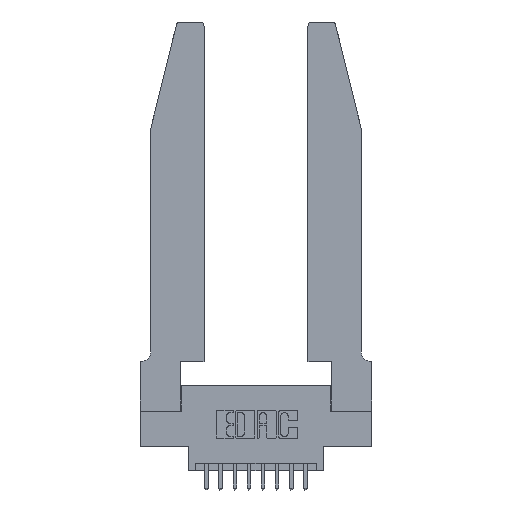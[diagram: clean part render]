
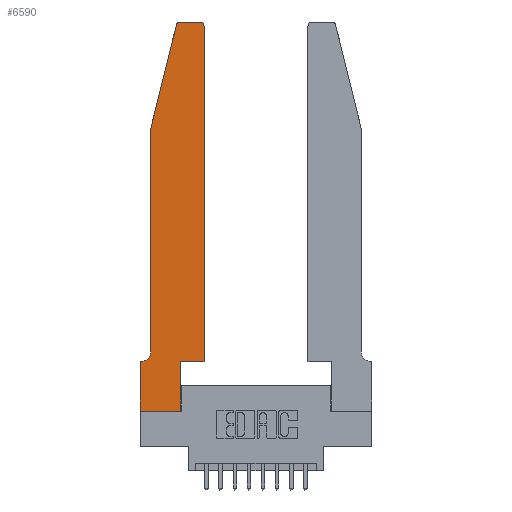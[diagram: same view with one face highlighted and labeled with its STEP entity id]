
A CAD part, top view. The second image highlights one B-rep face of the part: STEP entity #6590.
In plain terms, the highlighted planar face has unit normal (0, 0, 1).
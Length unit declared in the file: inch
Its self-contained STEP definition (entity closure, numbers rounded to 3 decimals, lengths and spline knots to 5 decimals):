
#275 = CARTESIAN_POINT ( 'NONE',  ( 0., 0.35, 0.37 ) ) ;
#308 = VERTEX_POINT ( 'NONE', #14871 ) ;
#796 = CARTESIAN_POINT ( 'NONE',  ( 0.0755, 0.35, 0.37 ) ) ;
#819 = DIRECTION ( 'NONE',  ( 0., -1., 0. ) ) ;
#1229 = DIRECTION ( 'NONE',  ( 1., 0., 0. ) ) ;
#1266 = DIRECTION ( 'NONE',  ( 0., 0., 1. ) ) ;
#1301 = CARTESIAN_POINT ( 'NONE',  ( 0.4205, 2.72, 0.37 ) ) ;
#1522 = DIRECTION ( 'NONE',  ( 1., 0., 0. ) ) ;
#1577 = ORIENTED_EDGE ( 'NONE', *, *, #6880, .T. ) ;
#1595 = EDGE_CURVE ( 'NONE', #7006, #15025, #10814, .T. ) ;
#1702 = DIRECTION ( 'NONE',  ( 0., 1., 0. ) ) ;
#1997 = EDGE_CURVE ( 'NONE', #14999, #14359, #15512, .T. ) ;
#2150 = ORIENTED_EDGE ( 'NONE', *, *, #10891, .T. ) ;
#2212 = CARTESIAN_POINT ( 'NONE',  ( 0.0055, 0.42, 0.37 ) ) ;
#2278 = AXIS2_PLACEMENT_3D ( 'NONE', #275, #8861, #1522 ) ;
#2501 = ORIENTED_EDGE ( 'NONE', *, *, #9253, .T. ) ;
#2613 = VECTOR ( 'NONE', #14168, 39.37008 ) ;
#2668 = VERTEX_POINT ( 'NONE', #5957 ) ;
#2710 = ORIENTED_EDGE ( 'NONE', *, *, #1997, .T. ) ;
#2719 = EDGE_CURVE ( 'NONE', #10952, #14003, #9045, .T. ) ;
#2734 = CARTESIAN_POINT ( 'NONE',  ( 0.4205, 2.75, 0.37 ) ) ;
#2822 = VERTEX_POINT ( 'NONE', #5278 ) ;
#3186 = CARTESIAN_POINT ( 'NONE',  ( 0., 0., 0.37 ) ) ;
#3361 = ORIENTED_EDGE ( 'NONE', *, *, #11564, .T. ) ;
#3396 = LINE ( 'NONE', #13781, #9115 ) ;
#3441 = DIRECTION ( 'NONE',  ( -1., 0., 0. ) ) ;
#3565 = VECTOR ( 'NONE', #10441, 39.37008 ) ;
#3693 = LINE ( 'NONE', #3186, #7359 ) ;
#3700 = ORIENTED_EDGE ( 'NONE', *, *, #9379, .T. ) ;
#4169 = DIRECTION ( 'NONE',  ( -1., 0., 0. ) ) ;
#4223 = CARTESIAN_POINT ( 'NONE',  ( 0.2865, 0.35, 0.37 ) ) ;
#4253 = VERTEX_POINT ( 'NONE', #7216 ) ;
#4330 = CARTESIAN_POINT ( 'NONE',  ( 0.2865, 0.35, 0.37 ) ) ;
#4398 = DIRECTION ( 'NONE',  ( 0., -1., 0. ) ) ;
#4567 = CARTESIAN_POINT ( 'NONE',  ( 0., 0., 0.37 ) ) ;
#5198 = CARTESIAN_POINT ( 'NONE',  ( 0.4505, 0.35, 0.37 ) ) ;
#5278 = CARTESIAN_POINT ( 'NONE',  ( 0., 0.35, 0.37 ) ) ;
#5513 = AXIS2_PLACEMENT_3D ( 'NONE', #12953, #13127, #13112 ) ;
#5571 = DIRECTION ( 'NONE',  ( 0., 1., 0. ) ) ;
#5838 = VECTOR ( 'NONE', #5571, 39.37008 ) ;
#5957 = CARTESIAN_POINT ( 'NONE',  ( 0., 0., 0.37 ) ) ;
#5975 = AXIS2_PLACEMENT_3D ( 'NONE', #2212, #10725, #3441 ) ;
#6210 = VECTOR ( 'NONE', #15513, 39.37008 ) ;
#6251 = ORIENTED_EDGE ( 'NONE', *, *, #1595, .T. ) ;
#6284 = VECTOR ( 'NONE', #1702, 39.37008 ) ;
#6391 = ORIENTED_EDGE ( 'NONE', *, *, #10914, .T. ) ;
#6442 = CARTESIAN_POINT ( 'NONE',  ( 0.4505, 2.72, 0.37 ) ) ;
#6490 = CARTESIAN_POINT ( 'NONE',  ( 0.25487, 2.72718, 0.37 ) ) ;
#6590 = ADVANCED_FACE ( 'NONE', ( #10447 ), #14835, .T. ) ;
#6665 = CARTESIAN_POINT ( 'NONE',  ( 0.4505, 0.35, 0.37 ) ) ;
#6880 = EDGE_CURVE ( 'NONE', #2668, #308, #7445, .T. ) ;
#7006 = VERTEX_POINT ( 'NONE', #9841 ) ;
#7044 = LINE ( 'NONE', #10178, #6284 ) ;
#7216 = CARTESIAN_POINT ( 'NONE',  ( 0.0055, 0.35, 0.37 ) ) ;
#7299 = CARTESIAN_POINT ( 'NONE',  ( 0.0755, 2., 0.37 ) ) ;
#7359 = VECTOR ( 'NONE', #4398, 39.37008 ) ;
#7445 = LINE ( 'NONE', #4567, #13421 ) ;
#7475 = EDGE_CURVE ( 'NONE', #4253, #2822, #12267, .T. ) ;
#7632 = ORIENTED_EDGE ( 'NONE', *, *, #2719, .T. ) ;
#8151 = VERTEX_POINT ( 'NONE', #11739 ) ;
#8204 = CARTESIAN_POINT ( 'NONE',  ( 0.0755, 2., 0.37 ) ) ;
#8331 = ORIENTED_EDGE ( 'NONE', *, *, #12372, .T. ) ;
#8501 = VECTOR ( 'NONE', #819, 39.37008 ) ;
#8502 = DIRECTION ( 'NONE',  ( 1., 0., 0. ) ) ;
#8861 = DIRECTION ( 'NONE',  ( 0., 0., 1. ) ) ;
#9045 = LINE ( 'NONE', #5198, #6210 ) ;
#9115 = VECTOR ( 'NONE', #4169, 39.37008 ) ;
#9222 = CARTESIAN_POINT ( 'NONE',  ( 0.0755, 2., 0.37 ) ) ;
#9233 = LINE ( 'NONE', #8204, #8501 ) ;
#9253 = EDGE_CURVE ( 'NONE', #2822, #2668, #3693, .T. ) ;
#9379 = EDGE_CURVE ( 'NONE', #8151, #4253, #13461, .T. ) ;
#9589 = VERTEX_POINT ( 'NONE', #7299 ) ;
#9841 = CARTESIAN_POINT ( 'NONE',  ( 0.284, 2.75, 0.37 ) ) ;
#10079 = AXIS2_PLACEMENT_3D ( 'NONE', #1301, #1266, #1229 ) ;
#10178 = CARTESIAN_POINT ( 'NONE',  ( 0.4505, 0.35, 0.37 ) ) ;
#10385 = ORIENTED_EDGE ( 'NONE', *, *, #13101, .T. ) ;
#10441 = DIRECTION ( 'NONE',  ( -0.239, -0.971, 0. ) ) ;
#10447 = FACE_OUTER_BOUND ( 'NONE', #10834, .T. ) ;
#10489 = ORIENTED_EDGE ( 'NONE', *, *, #7475, .T. ) ;
#10725 = DIRECTION ( 'NONE',  ( 0., 0., -1. ) ) ;
#10814 = CIRCLE ( 'NONE', #5513, 0.03 ) ;
#10834 = EDGE_LOOP ( 'NONE', ( #6391, #6251, #3361, #10385, #3700, #10489, #2501, #1577, #8331, #7632, #2150, #2710 ) ) ;
#10891 = EDGE_CURVE ( 'NONE', #14003, #14999, #7044, .T. ) ;
#10914 = EDGE_CURVE ( 'NONE', #14359, #7006, #3396, .T. ) ;
#10952 = VERTEX_POINT ( 'NONE', #4223 ) ;
#11564 = EDGE_CURVE ( 'NONE', #15025, #9589, #13213, .T. ) ;
#11739 = CARTESIAN_POINT ( 'NONE',  ( 0.0755, 0.42, 0.37 ) ) ;
#12241 = LINE ( 'NONE', #4330, #5838 ) ;
#12267 = LINE ( 'NONE', #796, #2613 ) ;
#12372 = EDGE_CURVE ( 'NONE', #308, #10952, #12241, .T. ) ;
#12953 = CARTESIAN_POINT ( 'NONE',  ( 0.284, 2.72, 0.37 ) ) ;
#13101 = EDGE_CURVE ( 'NONE', #9589, #8151, #9233, .T. ) ;
#13112 = DIRECTION ( 'NONE',  ( 1., 0., 0. ) ) ;
#13127 = DIRECTION ( 'NONE',  ( 0., 0., 1. ) ) ;
#13213 = LINE ( 'NONE', #9222, #3565 ) ;
#13421 = VECTOR ( 'NONE', #8502, 39.37008 ) ;
#13461 = CIRCLE ( 'NONE', #5975, 0.07 ) ;
#13781 = CARTESIAN_POINT ( 'NONE',  ( 0.2605, 2.75, 0.37 ) ) ;
#14003 = VERTEX_POINT ( 'NONE', #6665 ) ;
#14168 = DIRECTION ( 'NONE',  ( -1., 0., 0. ) ) ;
#14359 = VERTEX_POINT ( 'NONE', #2734 ) ;
#14835 = PLANE ( 'NONE',  #2278 ) ;
#14871 = CARTESIAN_POINT ( 'NONE',  ( 0.2865, 0., 0.37 ) ) ;
#14999 = VERTEX_POINT ( 'NONE', #6442 ) ;
#15025 = VERTEX_POINT ( 'NONE', #6490 ) ;
#15512 = CIRCLE ( 'NONE', #10079, 0.03 ) ;
#15513 = DIRECTION ( 'NONE',  ( 1., 0., 0. ) ) ;
